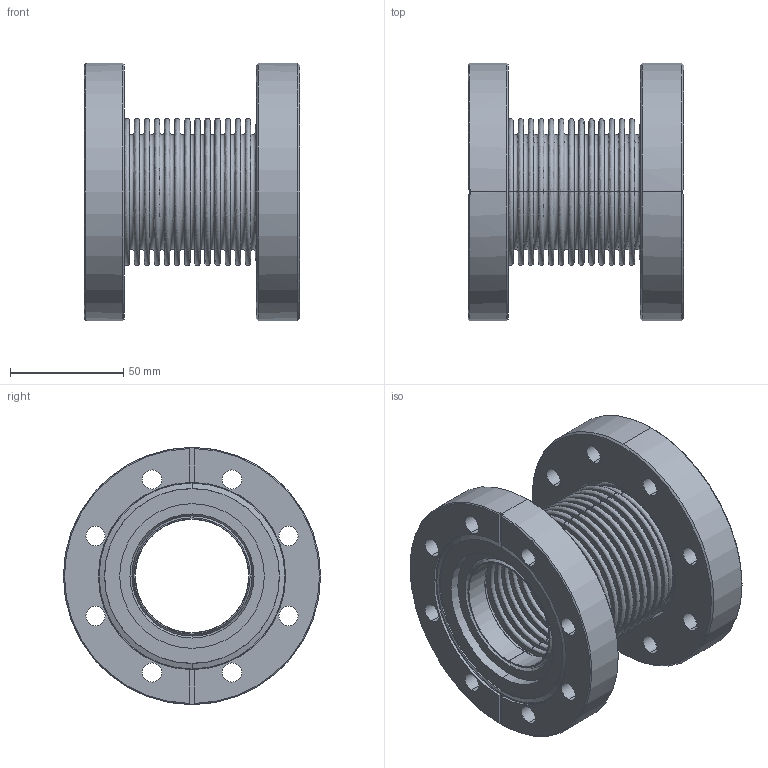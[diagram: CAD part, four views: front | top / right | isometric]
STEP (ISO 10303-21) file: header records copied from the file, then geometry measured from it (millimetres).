
FILE_DESCRIPTION( (''), '2;1');
FILE_NAME ('CAD716.3332.CF114-K_26058.stp','2017-05-12T14:10:08',(''),(''),'spGate 12.6.6','','');
FILE_SCHEMA (('AUTOMOTIVE_DESIGN'));
Length unit declared in the file: millimetre
Products named in the file (5): Assembly; CF114K-1; CF114K-2; CF114K-3; CF114K-4
Assembly tree (4 placements, depth 2):
  Assembly
    CF114K-1
    CF114K-2
    CF114K-3
    CF114K-4
Bounding box: 95 x 113.5 x 113.5 mm (x, y, z)
Volume: 258729.9 mm3; surface area: 163054.3 mm2
Topology: 4 solids, 4 shells, 302 faces, 676 edges, 446 vertices
Faces by surface type: bspline 154, plane 88, cylinder 60
Entity records: 17382 total; most frequent: CARTESIAN_POINT 5458, ORIENTED_EDGE 1352, DIRECTION 1200, COLOUR_RGB 982, PRESENTATION_STYLE_ASSIGNMENT 982, STYLED_ITEM 982, EDGE_CURVE 676, DRAUGHTING_PRE_DEFINED_CURVE_FONT 676
